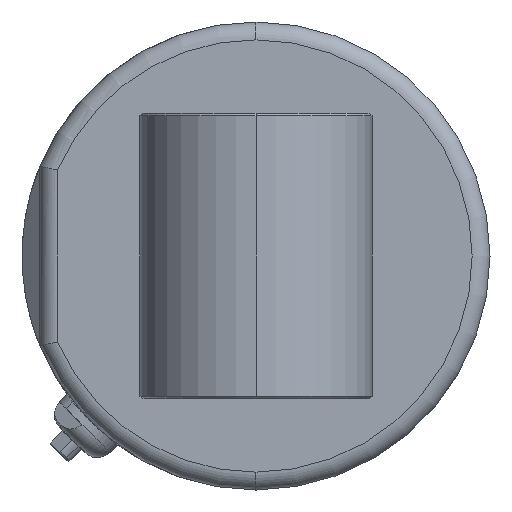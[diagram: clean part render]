
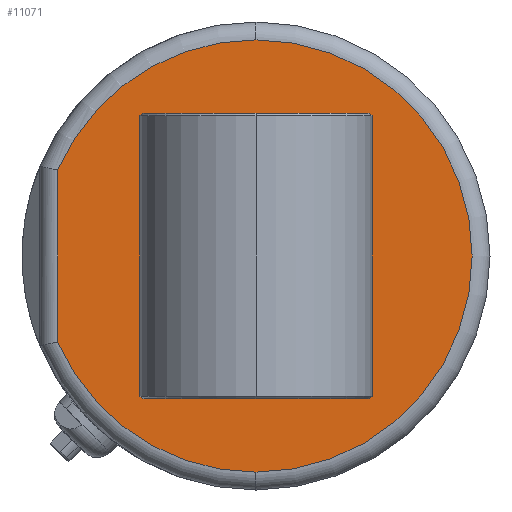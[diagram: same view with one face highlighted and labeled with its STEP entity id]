
A CAD part, left-side view. The second image highlights one B-rep face of the part: STEP entity #11071.
In plain terms, the highlighted planar face has unit normal (-1, 0, 0).
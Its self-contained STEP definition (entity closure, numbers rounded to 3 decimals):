
#863 = EDGE_CURVE ( 'NONE', #4096, #6876, #8979, .T. ) ;
#1058 = EDGE_CURVE ( 'NONE', #23964, #6876, #19090, .T. ) ;
#1155 = ORIENTED_EDGE ( 'NONE', *, *, #11986, .T. ) ;
#1272 = CARTESIAN_POINT ( 'NONE',  ( -49.5, 0., 0. ) ) ;
#1336 = VECTOR ( 'NONE', #3533, 1000. ) ;
#1788 = VERTEX_POINT ( 'NONE', #19210 ) ;
#1816 = VECTOR ( 'NONE', #9863, 1000. ) ;
#2520 = VERTEX_POINT ( 'NONE', #16589 ) ;
#2572 = CARTESIAN_POINT ( 'NONE',  ( -49.5, 22.2, 9.633 ) ) ;
#2579 = LINE ( 'NONE', #11299, #30391 ) ;
#2768 = DIRECTION ( 'NONE',  ( 0., -0.707, -0.707 ) ) ;
#2945 = DIRECTION ( 'NONE',  ( 0., 0., -1. ) ) ;
#3226 = VERTEX_POINT ( 'NONE', #2572 ) ;
#3297 = VECTOR ( 'NONE', #10974, 1000. ) ;
#3412 = CARTESIAN_POINT ( 'NONE',  ( -49.5, 0., 0. ) ) ;
#3533 = DIRECTION ( 'NONE',  ( 0., 1., 0. ) ) ;
#3776 = ORIENTED_EDGE ( 'NONE', *, *, #20096, .T. ) ;
#3823 = CARTESIAN_POINT ( 'NONE',  ( -49.5, -12.7, -16. ) ) ;
#4096 = VERTEX_POINT ( 'NONE', #35647 ) ;
#4528 = VERTEX_POINT ( 'NONE', #17802 ) ;
#5123 = CARTESIAN_POINT ( 'NONE',  ( -49.5, 27.45, 1.25 ) ) ;
#5500 = CARTESIAN_POINT ( 'NONE',  ( -49.5, 13., -16. ) ) ;
#5818 = CIRCLE ( 'NONE', #27269, 24.2 ) ;
#5881 = EDGE_CURVE ( 'NONE', #2520, #1788, #11463, .T. ) ;
#6201 = CARTESIAN_POINT ( 'NONE',  ( -49.5, 13., -15.7 ) ) ;
#6330 = LINE ( 'NONE', #30158, #16646 ) ;
#6876 = VERTEX_POINT ( 'NONE', #22680 ) ;
#7034 = VERTEX_POINT ( 'NONE', #11453 ) ;
#7704 = EDGE_LOOP ( 'NONE', ( #17963, #3776, #25656, #8967, #16570, #1155, #24943, #23157 ) ) ;
#8020 = VERTEX_POINT ( 'NONE', #22866 ) ;
#8317 = ORIENTED_EDGE ( 'NONE', *, *, #11918, .T. ) ;
#8463 = DIRECTION ( 'NONE',  ( -1., 0., 0. ) ) ;
#8734 = FACE_BOUND ( 'NONE', #7704, .T. ) ;
#8952 = CARTESIAN_POINT ( 'NONE',  ( -49.5, 12.7, -16. ) ) ;
#8967 = ORIENTED_EDGE ( 'NONE', *, *, #15265, .T. ) ;
#8979 = LINE ( 'NONE', #22418, #1336 ) ;
#8999 = CARTESIAN_POINT ( 'NONE',  ( -49.5, 27.45, -1.25 ) ) ;
#9863 = DIRECTION ( 'NONE',  ( 0., 0.707, 0.707 ) ) ;
#10495 = DIRECTION ( 'NONE',  ( 0., 0., -1. ) ) ;
#10523 = DIRECTION ( 'NONE',  ( 0., 0., -1. ) ) ;
#10974 = DIRECTION ( 'NONE',  ( 0., 1., 0. ) ) ;
#11071 = ADVANCED_FACE ( 'NONE', ( #27427, #8734 ), #33224, .F. ) ;
#11299 = CARTESIAN_POINT ( 'NONE',  ( -49.5, -1.25, -27.45 ) ) ;
#11389 = LINE ( 'NONE', #8999, #1816 ) ;
#11453 = CARTESIAN_POINT ( 'NONE',  ( -49.5, -13., 15.7 ) ) ;
#11463 = CIRCLE ( 'NONE', #12593, 24.2 ) ;
#11661 = ORIENTED_EDGE ( 'NONE', *, *, #21304, .T. ) ;
#11918 = EDGE_CURVE ( 'NONE', #4528, #3226, #5818, .T. ) ;
#11986 = EDGE_CURVE ( 'NONE', #24375, #31183, #11389, .T. ) ;
#12170 = DIRECTION ( 'NONE',  ( 0., 0., -1. ) ) ;
#12533 = CIRCLE ( 'NONE', #27009, 24.2 ) ;
#12593 = AXIS2_PLACEMENT_3D ( 'NONE', #3412, #14495, #22825 ) ;
#13243 = LINE ( 'NONE', #35369, #35733 ) ;
#13843 = DIRECTION ( 'NONE',  ( 0., -0.707, 0.707 ) ) ;
#14000 = ORIENTED_EDGE ( 'NONE', *, *, #34120, .T. ) ;
#14495 = DIRECTION ( 'NONE',  ( -1., 0., 0. ) ) ;
#15186 = DIRECTION ( 'NONE',  ( 0., 0., -1. ) ) ;
#15242 = EDGE_CURVE ( 'NONE', #23964, #31183, #30155, .T. ) ;
#15265 = EDGE_CURVE ( 'NONE', #8020, #30021, #2579, .T. ) ;
#15333 = VECTOR ( 'NONE', #2945, 1000. ) ;
#16570 = ORIENTED_EDGE ( 'NONE', *, *, #35178, .T. ) ;
#16589 = CARTESIAN_POINT ( 'NONE',  ( -49.5, 22.2, -9.633 ) ) ;
#16646 = VECTOR ( 'NONE', #2768, 1000. ) ;
#16725 = DIRECTION ( 'NONE',  ( 0., 0., -1. ) ) ;
#17802 = CARTESIAN_POINT ( 'NONE',  ( -49.5, 0., 24.2 ) ) ;
#17963 = ORIENTED_EDGE ( 'NONE', *, *, #863, .F. ) ;
#19090 = LINE ( 'NONE', #5123, #29708 ) ;
#19210 = CARTESIAN_POINT ( 'NONE',  ( -49.5, 0., -24.2 ) ) ;
#19315 = EDGE_LOOP ( 'NONE', ( #32448, #14000, #8317, #11661 ) ) ;
#20096 = EDGE_CURVE ( 'NONE', #4096, #7034, #6330, .T. ) ;
#20279 = CARTESIAN_POINT ( 'NONE',  ( -49.5, 13., 15.7 ) ) ;
#20874 = AXIS2_PLACEMENT_3D ( 'NONE', #30495, #35591, #16725 ) ;
#21304 = EDGE_CURVE ( 'NONE', #3226, #2520, #21528, .T. ) ;
#21528 = LINE ( 'NONE', #31866, #26557 ) ;
#21809 = DIRECTION ( 'NONE',  ( 0., 0.707, -0.707 ) ) ;
#22418 = CARTESIAN_POINT ( 'NONE',  ( -49.5, 13., 16. ) ) ;
#22680 = CARTESIAN_POINT ( 'NONE',  ( -49.5, 12.7, 16. ) ) ;
#22825 = DIRECTION ( 'NONE',  ( 0., 0., -1. ) ) ;
#22866 = CARTESIAN_POINT ( 'NONE',  ( -49.5, -13., -15.7 ) ) ;
#23157 = ORIENTED_EDGE ( 'NONE', *, *, #1058, .T. ) ;
#23964 = VERTEX_POINT ( 'NONE', #20279 ) ;
#24375 = VERTEX_POINT ( 'NONE', #8952 ) ;
#24943 = ORIENTED_EDGE ( 'NONE', *, *, #15242, .F. ) ;
#25656 = ORIENTED_EDGE ( 'NONE', *, *, #34342, .T. ) ;
#26557 = VECTOR ( 'NONE', #15186, 1000. ) ;
#27009 = AXIS2_PLACEMENT_3D ( 'NONE', #1272, #28847, #12170 ) ;
#27269 = AXIS2_PLACEMENT_3D ( 'NONE', #33320, #8463, #10495 ) ;
#27427 = FACE_OUTER_BOUND ( 'NONE', #19315, .T. ) ;
#27809 = CARTESIAN_POINT ( 'NONE',  ( -49.5, 13., 16. ) ) ;
#28847 = DIRECTION ( 'NONE',  ( -1., 0., 0. ) ) ;
#29708 = VECTOR ( 'NONE', #13843, 1000. ) ;
#30021 = VERTEX_POINT ( 'NONE', #3823 ) ;
#30155 = LINE ( 'NONE', #27809, #15333 ) ;
#30158 = CARTESIAN_POINT ( 'NONE',  ( -49.5, -1.25, 27.45 ) ) ;
#30391 = VECTOR ( 'NONE', #21809, 1000. ) ;
#30495 = CARTESIAN_POINT ( 'NONE',  ( -49.5, 26.2, 0. ) ) ;
#31183 = VERTEX_POINT ( 'NONE', #6201 ) ;
#31866 = CARTESIAN_POINT ( 'NONE',  ( -49.5, 22.2, 0. ) ) ;
#32448 = ORIENTED_EDGE ( 'NONE', *, *, #5881, .T. ) ;
#33224 = PLANE ( 'NONE',  #20874 ) ;
#33320 = CARTESIAN_POINT ( 'NONE',  ( -49.5, 0., 0. ) ) ;
#33627 = LINE ( 'NONE', #5500, #3297 ) ;
#34120 = EDGE_CURVE ( 'NONE', #1788, #4528, #12533, .T. ) ;
#34342 = EDGE_CURVE ( 'NONE', #7034, #8020, #13243, .T. ) ;
#35178 = EDGE_CURVE ( 'NONE', #30021, #24375, #33627, .T. ) ;
#35369 = CARTESIAN_POINT ( 'NONE',  ( -49.5, -13., 16. ) ) ;
#35591 = DIRECTION ( 'NONE',  ( 1., 0., 0. ) ) ;
#35647 = CARTESIAN_POINT ( 'NONE',  ( -49.5, -12.7, 16. ) ) ;
#35733 = VECTOR ( 'NONE', #10523, 1000. ) ;
